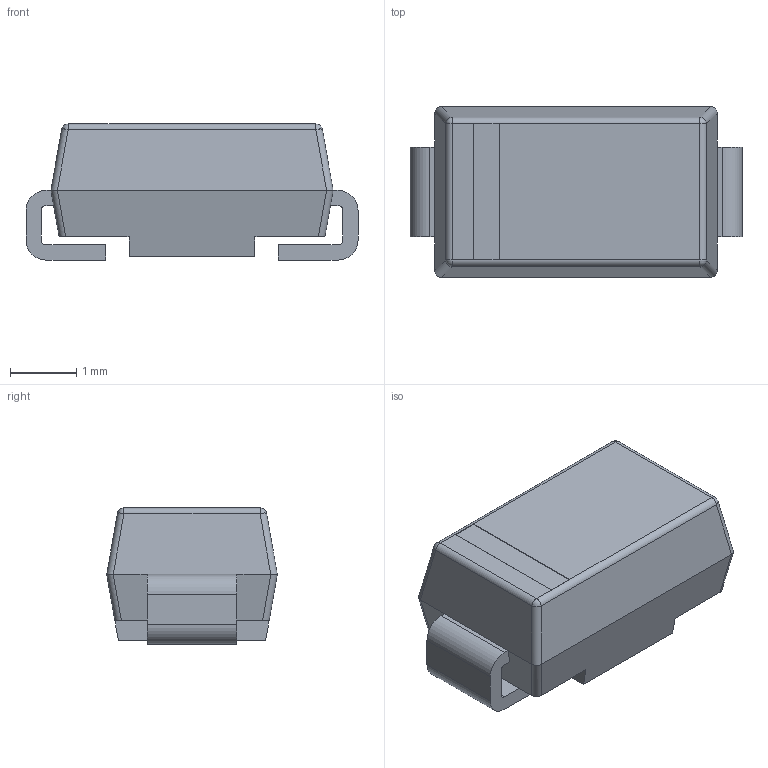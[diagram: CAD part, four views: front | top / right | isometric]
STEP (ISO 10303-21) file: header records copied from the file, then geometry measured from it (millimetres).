
FILE_DESCRIPTION (( 'STEP AP214' ), '1' );
FILE_NAME ('SMA_L4.2-W2.6-LS5.0-RD_1.STEP', '2025-06-17T14:50:00', ( 'l' ), ( '' ), 'SwSTEP 2.0', 'SolidWorks 2020', '' );
FILE_SCHEMA (( 'AUTOMOTIVE_DESIGN' ));
Length unit declared in the file: millimetre
Products named in the file (1): SMA_L4.2-W2.6-LS5.0-RD_1
Bounding box: 5 x 2.57 x 2.05 mm (x, y, z)
Volume: 19.3 mm3; surface area: 55 mm2
Topology: 1 solids, 1 shells, 121 faces, 308 edges, 196 vertices
Faces by surface type: plane 83, cylinder 20, bspline 14, sphere 4
Entity records: 5631 total; most frequent: CARTESIAN_POINT 1448, ORIENTED_EDGE 616, DIRECTION 516, EDGE_CURVE 308, VECTOR 244, LINE 244, VERTEX_POINT 196, AXIS2_PLACEMENT_3D 136
